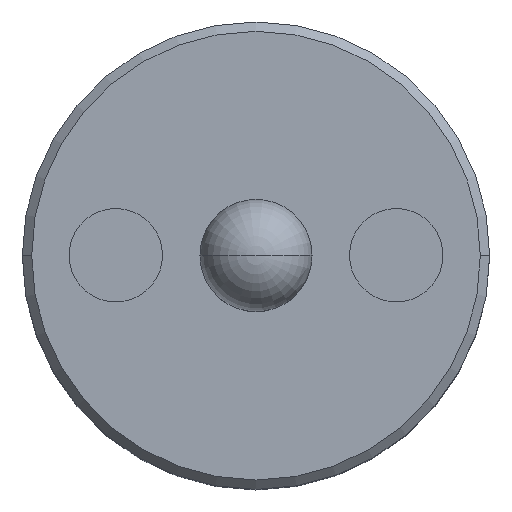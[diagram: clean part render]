
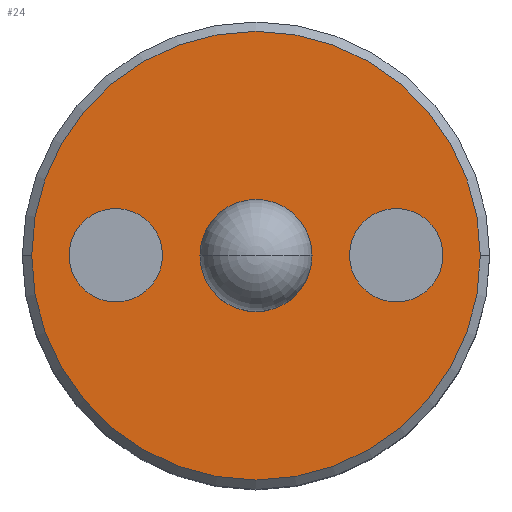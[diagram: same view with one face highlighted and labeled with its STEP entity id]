
A CAD part, top view. The second image highlights one B-rep face of the part: STEP entity #24.
In plain terms, the highlighted planar face has unit normal (0, 0, 1).
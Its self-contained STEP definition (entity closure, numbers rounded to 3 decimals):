
#22 = ORIENTED_EDGE ( 'NONE', *, *, #119, .F. ) ;
#24 = ADVANCED_FACE ( 'NONE', ( #226, #297, #230, #295 ), #298, .T. ) ;
#27 = EDGE_LOOP ( 'NONE', ( #83, #245 ) ) ;
#29 = EDGE_CURVE ( 'NONE', #142, #124, #105, .T. ) ;
#30 = ORIENTED_EDGE ( 'NONE', *, *, #169, .F. ) ;
#31 = EDGE_CURVE ( 'NONE', #112, #134, #227, .T. ) ;
#32 = EDGE_CURVE ( 'NONE', #116, #117, #96, .T. ) ;
#35 = ORIENTED_EDGE ( 'NONE', *, *, #31, .F. ) ;
#40 = CIRCLE ( 'NONE', #62, 3. ) ;
#48 = DIRECTION ( 'NONE',  ( 1., 0., 0. ) ) ;
#54 = DIRECTION ( 'NONE',  ( 0., 0., 1. ) ) ;
#57 = CARTESIAN_POINT ( 'NONE',  ( 0., 0., 20. ) ) ;
#62 = AXIS2_PLACEMENT_3D ( 'NONE', #57, #54, #48 ) ;
#72 = EDGE_LOOP ( 'NONE', ( #252, #240 ) ) ;
#75 = ORIENTED_EDGE ( 'NONE', *, *, #32, .F. ) ;
#80 = EDGE_CURVE ( 'NONE', #155, #220, #445, .T. ) ;
#83 = ORIENTED_EDGE ( 'NONE', *, *, #80, .T. ) ;
#92 = DIRECTION ( 'NONE',  ( 1., 0., 0. ) ) ;
#93 = DIRECTION ( 'NONE',  ( 0., 0., 1. ) ) ;
#94 = CARTESIAN_POINT ( 'NONE',  ( 0., 0., 20. ) ) ;
#96 = CIRCLE ( 'NONE', #289, 3. ) ;
#97 = DIRECTION ( 'NONE',  ( 1., 0., 0. ) ) ;
#98 = DIRECTION ( 'NONE',  ( 0., 0., 1. ) ) ;
#99 = CARTESIAN_POINT ( 'NONE',  ( 7.5, 0.024, 20. ) ) ;
#101 = DIRECTION ( 'NONE',  ( -1., 0., 0. ) ) ;
#102 = DIRECTION ( 'NONE',  ( 0., 0., 1. ) ) ;
#103 = CARTESIAN_POINT ( 'NONE',  ( -7.5, 0.024, 20. ) ) ;
#104 = AXIS2_PLACEMENT_3D ( 'NONE', #103, #102, #101 ) ;
#105 = CIRCLE ( 'NONE', #104, 2.5 ) ;
#110 = DIRECTION ( 'NONE',  ( 1., 0., 0. ) ) ;
#111 = DIRECTION ( 'NONE',  ( 0., 0., 1. ) ) ;
#112 = VERTEX_POINT ( 'NONE', #432 ) ;
#116 = VERTEX_POINT ( 'NONE', #413 ) ;
#117 = VERTEX_POINT ( 'NONE', #412 ) ;
#119 = EDGE_CURVE ( 'NONE', #134, #112, #409, .T. ) ;
#124 = VERTEX_POINT ( 'NONE', #488 ) ;
#134 = VERTEX_POINT ( 'NONE', #384 ) ;
#138 = EDGE_CURVE ( 'NONE', #124, #142, #375, .T. ) ;
#142 = VERTEX_POINT ( 'NONE', #418 ) ;
#155 = VERTEX_POINT ( 'NONE', #333 ) ;
#169 = EDGE_CURVE ( 'NONE', #117, #116, #40, .T. ) ;
#214 = EDGE_CURVE ( 'NONE', #220, #155, #597, .T. ) ;
#220 = VERTEX_POINT ( 'NONE', #517 ) ;
#226 = FACE_BOUND ( 'NONE', #72, .T. ) ;
#227 = CIRCLE ( 'NONE', #287, 2.5 ) ;
#230 = FACE_BOUND ( 'NONE', #253, .T. ) ;
#235 = EDGE_LOOP ( 'NONE', ( #35, #22 ) ) ;
#240 = ORIENTED_EDGE ( 'NONE', *, *, #138, .F. ) ;
#245 = ORIENTED_EDGE ( 'NONE', *, *, #214, .T. ) ;
#252 = ORIENTED_EDGE ( 'NONE', *, *, #29, .F. ) ;
#253 = EDGE_LOOP ( 'NONE', ( #75, #30 ) ) ;
#286 = CARTESIAN_POINT ( 'NONE',  ( 0., 0., 20. ) ) ;
#287 = AXIS2_PLACEMENT_3D ( 'NONE', #99, #98, #97 ) ;
#289 = AXIS2_PLACEMENT_3D ( 'NONE', #94, #93, #92 ) ;
#293 = AXIS2_PLACEMENT_3D ( 'NONE', #286, #111, #110 ) ;
#295 = FACE_OUTER_BOUND ( 'NONE', #27, .T. ) ;
#297 = FACE_BOUND ( 'NONE', #235, .T. ) ;
#298 = PLANE ( 'NONE',  #293 ) ;
#333 = CARTESIAN_POINT ( 'NONE',  ( -12., 0., 20. ) ) ;
#364 = DIRECTION ( 'NONE',  ( -1., 0., 0. ) ) ;
#365 = DIRECTION ( 'NONE',  ( 0., 0., 1. ) ) ;
#366 = CARTESIAN_POINT ( 'NONE',  ( -7.5, 0.024, 20. ) ) ;
#374 = AXIS2_PLACEMENT_3D ( 'NONE', #366, #365, #364 ) ;
#375 = CIRCLE ( 'NONE', #374, 2.5 ) ;
#384 = CARTESIAN_POINT ( 'NONE',  ( 5., 0.024, 20. ) ) ;
#393 = AXIS2_PLACEMENT_3D ( 'NONE', #444, #443, #442 ) ;
#409 = CIRCLE ( 'NONE', #414, 2.5 ) ;
#412 = CARTESIAN_POINT ( 'NONE',  ( 3., 0., 20. ) ) ;
#413 = CARTESIAN_POINT ( 'NONE',  ( -3., 0., 20. ) ) ;
#414 = AXIS2_PLACEMENT_3D ( 'NONE', #491, #490, #489 ) ;
#418 = CARTESIAN_POINT ( 'NONE',  ( -5., 0.024, 20. ) ) ;
#432 = CARTESIAN_POINT ( 'NONE',  ( 10., 0.024, 20. ) ) ;
#442 = DIRECTION ( 'NONE',  ( 1., 0., 0. ) ) ;
#443 = DIRECTION ( 'NONE',  ( 0., 0., 1. ) ) ;
#444 = CARTESIAN_POINT ( 'NONE',  ( 0., 0., 20. ) ) ;
#445 = CIRCLE ( 'NONE', #393, 12. ) ;
#488 = CARTESIAN_POINT ( 'NONE',  ( -10., 0.024, 20. ) ) ;
#489 = DIRECTION ( 'NONE',  ( 1., 0., 0. ) ) ;
#490 = DIRECTION ( 'NONE',  ( 0., 0., 1. ) ) ;
#491 = CARTESIAN_POINT ( 'NONE',  ( 7.5, 0.024, 20. ) ) ;
#517 = CARTESIAN_POINT ( 'NONE',  ( 12., 0., 20. ) ) ;
#556 = CARTESIAN_POINT ( 'NONE',  ( 0., 0., 20. ) ) ;
#593 = DIRECTION ( 'NONE',  ( 1., 0., 0. ) ) ;
#594 = DIRECTION ( 'NONE',  ( 0., 0., 1. ) ) ;
#597 = CIRCLE ( 'NONE', #634, 12. ) ;
#634 = AXIS2_PLACEMENT_3D ( 'NONE', #556, #594, #593 ) ;
